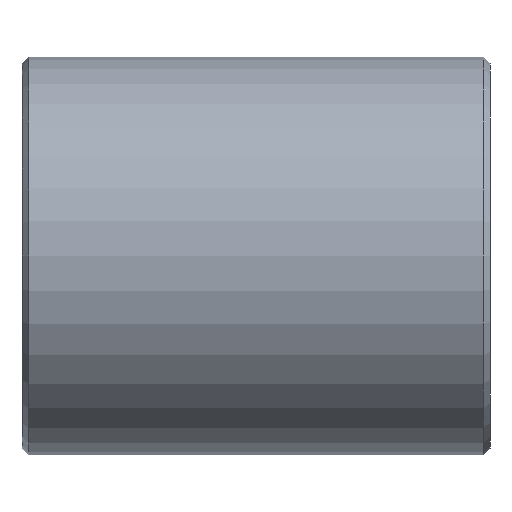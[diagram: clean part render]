
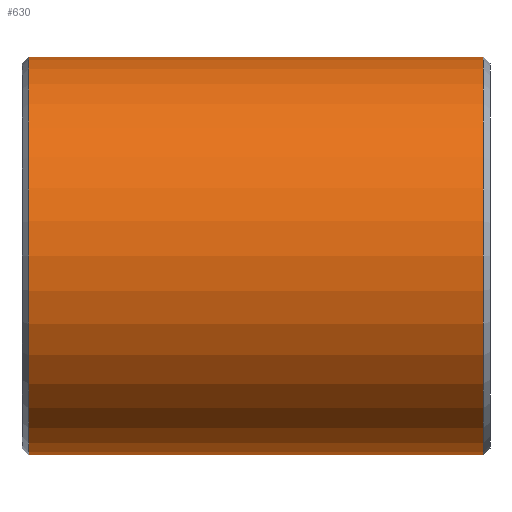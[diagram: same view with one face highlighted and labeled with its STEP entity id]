
A CAD part, left-side view. The second image highlights one B-rep face of the part: STEP entity #630.
In plain terms, the highlighted cylindrical face has radius 2.975 mm (diameter 5.95 mm), a partial arc.
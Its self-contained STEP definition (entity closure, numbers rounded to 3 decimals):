
#20 = CARTESIAN_POINT ( 'NONE',  ( 0., -3.4, 0. ) ) ;
#151 = CARTESIAN_POINT ( 'NONE',  ( 0., 3.5, 2.975 ) ) ;
#194 = EDGE_CURVE ( 'NONE', #2718, #284, #373, .T. ) ;
#203 = VECTOR ( 'NONE', #1899, 1000. ) ;
#284 = VERTEX_POINT ( 'NONE', #3433 ) ;
#304 = EDGE_CURVE ( 'NONE', #3215, #2119, #3579, .T. ) ;
#306 = DIRECTION ( 'NONE',  ( 0., -1., 0. ) ) ;
#373 = LINE ( 'NONE', #2687, #1476 ) ;
#403 = ORIENTED_EDGE ( 'NONE', *, *, #304, .F. ) ;
#630 = ADVANCED_FACE ( 'NONE', ( #4092 ), #2523, .T. ) ;
#943 = CIRCLE ( 'NONE', #1592, 2.975 ) ;
#1093 = DIRECTION ( 'NONE',  ( 0., 1., 0. ) ) ;
#1123 = EDGE_CURVE ( 'NONE', #284, #2119, #4589, .T. ) ;
#1244 = DIRECTION ( 'NONE',  ( 0., 0., 1. ) ) ;
#1346 = AXIS2_PLACEMENT_3D ( 'NONE', #20, #1093, #1443 ) ;
#1443 = DIRECTION ( 'NONE',  ( 0., 0., 1. ) ) ;
#1476 = VECTOR ( 'NONE', #306, 1000. ) ;
#1592 = AXIS2_PLACEMENT_3D ( 'NONE', #1639, #4446, #1244 ) ;
#1639 = CARTESIAN_POINT ( 'NONE',  ( 0., 3.4, 0. ) ) ;
#1658 = CARTESIAN_POINT ( 'NONE',  ( 0., 3.4, 2.975 ) ) ;
#1886 = AXIS2_PLACEMENT_3D ( 'NONE', #3822, #4151, #3774 ) ;
#1899 = DIRECTION ( 'NONE',  ( 0., -1., 0. ) ) ;
#2119 = VERTEX_POINT ( 'NONE', #2544 ) ;
#2523 = CYLINDRICAL_SURFACE ( 'NONE', #1886, 2.975 ) ;
#2544 = CARTESIAN_POINT ( 'NONE',  ( 0., -3.4, 2.975 ) ) ;
#2687 = CARTESIAN_POINT ( 'NONE',  ( 0., 3.5, -2.975 ) ) ;
#2718 = VERTEX_POINT ( 'NONE', #3580 ) ;
#3215 = VERTEX_POINT ( 'NONE', #1658 ) ;
#3433 = CARTESIAN_POINT ( 'NONE',  ( 0., -3.4, -2.975 ) ) ;
#3456 = EDGE_CURVE ( 'NONE', #3215, #2718, #943, .T. ) ;
#3500 = ORIENTED_EDGE ( 'NONE', *, *, #1123, .T. ) ;
#3579 = LINE ( 'NONE', #151, #203 ) ;
#3580 = CARTESIAN_POINT ( 'NONE',  ( 0., 3.4, -2.975 ) ) ;
#3774 = DIRECTION ( 'NONE',  ( 0., 0., -1. ) ) ;
#3822 = CARTESIAN_POINT ( 'NONE',  ( 0., 3.5, 0. ) ) ;
#4068 = EDGE_LOOP ( 'NONE', ( #403, #4325, #4381, #3500 ) ) ;
#4092 = FACE_OUTER_BOUND ( 'NONE', #4068, .T. ) ;
#4151 = DIRECTION ( 'NONE',  ( 0., -1., 0. ) ) ;
#4325 = ORIENTED_EDGE ( 'NONE', *, *, #3456, .T. ) ;
#4381 = ORIENTED_EDGE ( 'NONE', *, *, #194, .T. ) ;
#4446 = DIRECTION ( 'NONE',  ( 0., -1., 0. ) ) ;
#4589 = CIRCLE ( 'NONE', #1346, 2.975 ) ;
